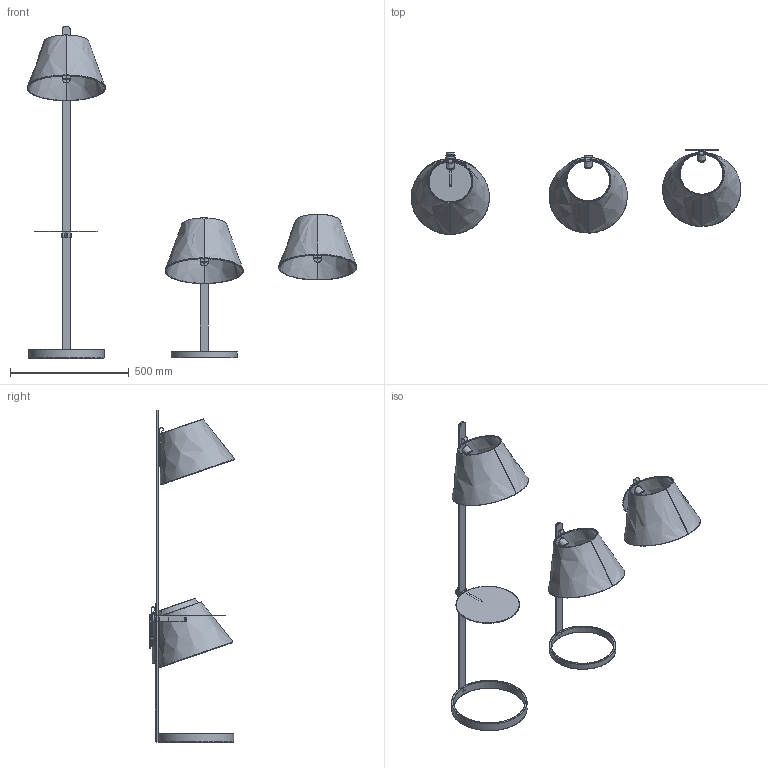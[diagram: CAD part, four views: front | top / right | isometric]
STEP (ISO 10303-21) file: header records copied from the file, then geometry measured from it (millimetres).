
FILE_DESCRIPTION(/* description */ (''),/* implementation_level */ '2;1');
FILE_NAME(/* name */ 'Lana',/* time_stamp */ '2018-01-11T17:26:42-08:00',/* author */ (''),/* organization */ (''),/* preprocessor_version */ 'ST-DEVELOPER v15',/* originating_system */ '',/* authorisation */ '');
FILE_SCHEMA (('CONFIG_CONTROL_DESIGN'));
Length unit declared in the file: inch
Products named in the file (1): Document
Bounding box: 1387.33 x 357.62 x 1397 mm (x, y, z)
Volume: 2033370.2 mm3; surface area: 2364061.8 mm2
Topology: 14 solids, 222 shells, 1571 faces, 4394 edges, 3075 vertices
Faces by surface type: bspline 1029, plane 542
Entity records: 66414 total; most frequent: CARTESIAN_POINT 41267, ORIENTED_EDGE 7696, EDGE_CURVE 4352, VERTEX_POINT 3074, B_SPLINE_CURVE_WITH_KNOTS 2677, EDGE_LOOP 1799, ADVANCED_FACE 1571, FACE_OUTER_BOUND 1571
